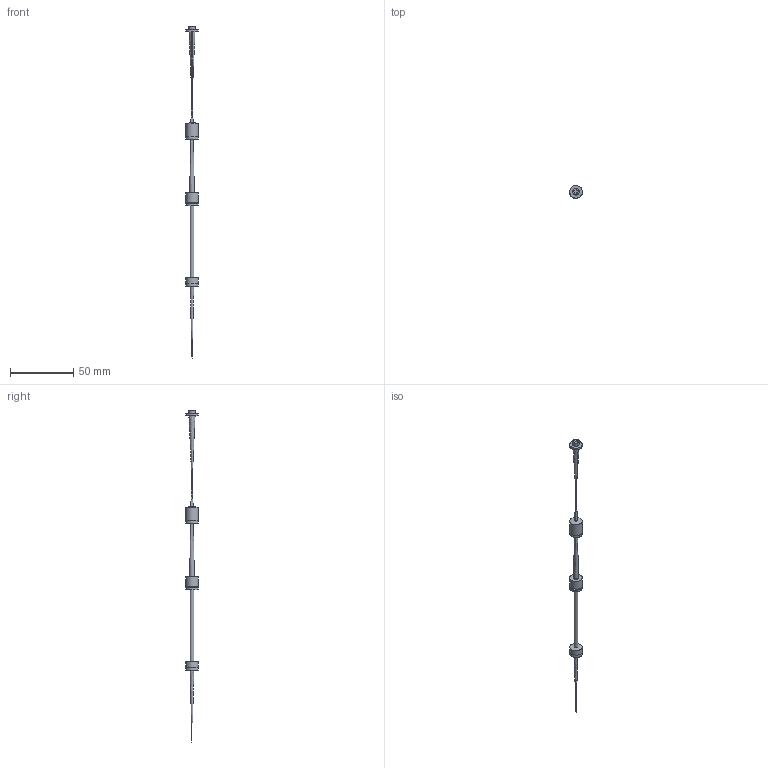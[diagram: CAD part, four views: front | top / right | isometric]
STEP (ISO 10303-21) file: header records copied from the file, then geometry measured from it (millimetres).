
FILE_DESCRIPTION ((), '1');
FILE_NAME ('ngs_wfs_63_w_relay_rev5.STP', '2010-03-24T19:02:21', ('Unknown'), ('Unknown'), 'HarmonyWare STEP v1.4.2', 'HarmonyWare Translators', '');
FILE_SCHEMA (('CONFIG_CONTROL_DESIGN'));
Length unit declared in the file: millimetre
Products named in the file (21): product-name
Bounding box: 10 x 10 x 261.57 mm (x, y, z)
Volume: 3799.5 mm3; surface area: 4357.8 mm2
Topology: 21 solids, 21 shells, 255 faces, 692 edges, 265 vertices
Faces by surface type: bspline 233, sphere 10, cylinder 6, plane 6
Full cylindrical faces by diameter (mm): 10 x6
Entity records: 10244 total; most frequent: CARTESIAN_POINT 5052, ORIENTED_EDGE 950, EDGE_CURVE 475, B_SPLINE_CURVE_WITH_KNOTS 459, VERTEX_POINT 265, EDGE_LOOP 258, FACE_OUTER_BOUND 255, ADVANCED_FACE 255
